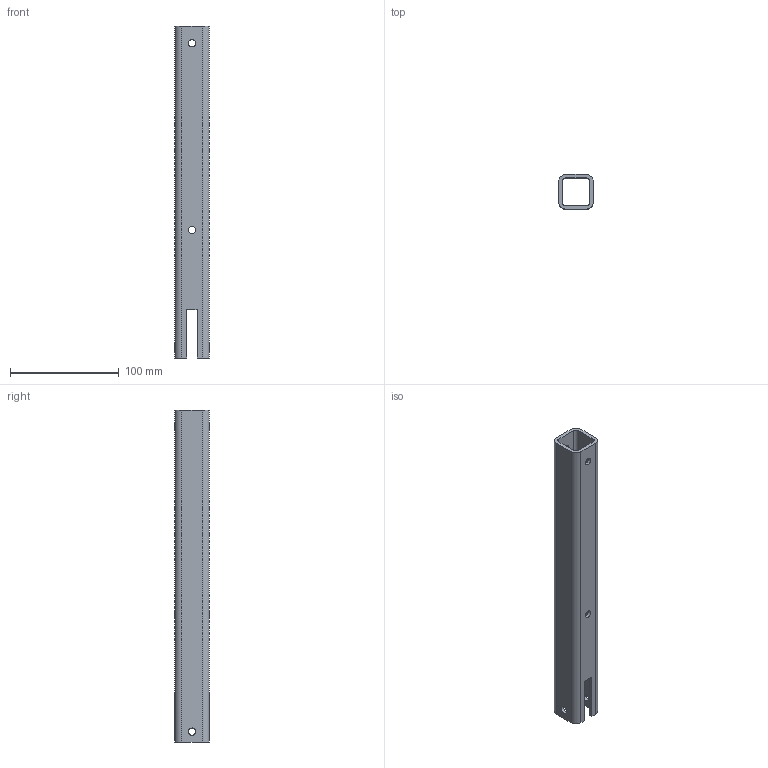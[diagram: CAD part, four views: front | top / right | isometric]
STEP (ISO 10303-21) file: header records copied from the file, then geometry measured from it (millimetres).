
FILE_DESCRIPTION(/* description */ (''),/* implementation_level */ '2;1');
FILE_NAME(/* name */ 'GE-17070_11.stp',/* time_stamp */ '2017-01-08T13:23:08-05:00',/* author */ ('jeff1'),/* organization */ (''),/* preprocessor_version */ 'ST-DEVELOPER v16.5',/* originating_system */ 'Autodesk Inventor 2017',/* authorisation */ '');
FILE_SCHEMA (('AUTOMOTIVE_DESIGN { 1 0 10303 214 3 1 1 }'));
Length unit declared in the file: inch
Products named in the file (1): GE-17070_11
Bounding box: 31.75 x 31.75 x 304.8 mm (x, y, z)
Volume: 99333.8 mm3; surface area: 64213.7 mm2
Topology: 1 solids, 1 shells, 31 faces, 90 edges, 60 vertices
Faces by surface type: plane 17, cylinder 14
Full cylindrical faces by diameter (mm): 6.731 x6
Entity records: 1062 total; most frequent: DIRECTION 176, CARTESIAN_POINT 176, ORIENTED_EDGE 168, EDGE_CURVE 84, VERTEX_POINT 60, AXIS2_PLACEMENT_3D 60, LINE 56, VECTOR 56
